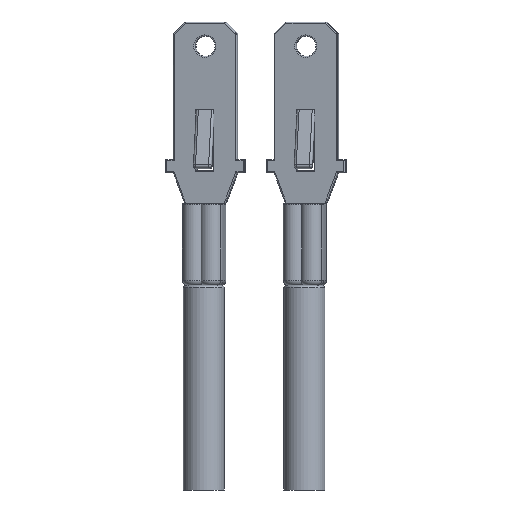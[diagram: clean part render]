
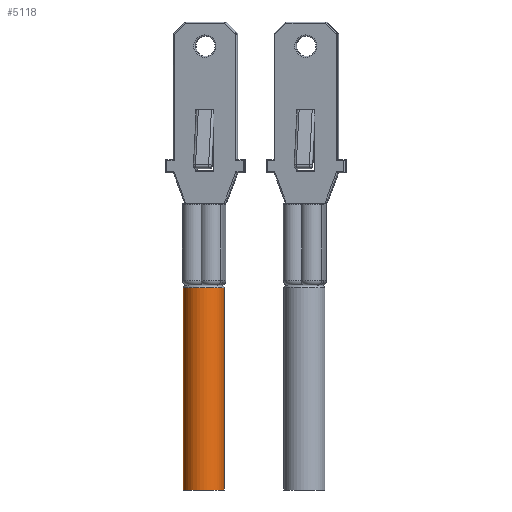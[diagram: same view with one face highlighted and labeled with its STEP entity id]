
A CAD part, front view. The second image highlights one B-rep face of the part: STEP entity #5118.
In plain terms, the highlighted cylindrical face has radius 2 mm (diameter 4 mm), a full revolution.
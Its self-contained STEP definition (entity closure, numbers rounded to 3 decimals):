
#320=FACE_OUTER_BOUND('',#660,.T.);
#660=EDGE_LOOP('',(#3403,#3404,#3405,#3406,#3407));
#1001=LINE('',#8236,#1335);
#1335=VECTOR('',#6221,2.);
#1775=CIRCLE('',#5497,2.);
#1778=CIRCLE('',#5500,2.);
#1779=CIRCLE('',#5502,2.);
#2088=VERTEX_POINT('',#8226);
#2089=VERTEX_POINT('',#8227);
#2091=VERTEX_POINT('',#8234);
#2573=EDGE_CURVE('',#2088,#2089,#1775,.T.);
#2576=EDGE_CURVE('',#2089,#2088,#1778,.T.);
#2577=EDGE_CURVE('',#2091,#2091,#1779,.T.);
#2578=EDGE_CURVE('',#2091,#2088,#1001,.T.);
#3403=ORIENTED_EDGE('',*,*,#2577,.F.);
#3404=ORIENTED_EDGE('',*,*,#2578,.T.);
#3405=ORIENTED_EDGE('',*,*,#2576,.F.);
#3406=ORIENTED_EDGE('',*,*,#2573,.F.);
#3407=ORIENTED_EDGE('',*,*,#2578,.F.);
#4955=CYLINDRICAL_SURFACE('',#5501,2.);
#5118=ADVANCED_FACE('',(#320),#4955,.T.);
#5497=AXIS2_PLACEMENT_3D('',#8228,#6209,#6210);
#5500=AXIS2_PLACEMENT_3D('',#8232,#6215,#6216);
#5501=AXIS2_PLACEMENT_3D('',#8233,#6217,#6218);
#5502=AXIS2_PLACEMENT_3D('',#8235,#6219,#6220);
#6209=DIRECTION('center_axis',(0.,0.,1.));
#6210=DIRECTION('ref_axis',(1.,0.,0.));
#6215=DIRECTION('center_axis',(0.,0.,1.));
#6216=DIRECTION('ref_axis',(1.,0.,0.));
#6217=DIRECTION('center_axis',(0.,0.,-1.));
#6218=DIRECTION('ref_axis',(1.,0.,0.));
#6219=DIRECTION('center_axis',(0.,0.,-1.));
#6220=DIRECTION('ref_axis',(1.,0.,0.));
#6221=DIRECTION('',(0.,0.,1.));
#8226=CARTESIAN_POINT('',(-1.3,0.,-20.));
#8227=CARTESIAN_POINT('',(2.7,0.,-20.));
#8228=CARTESIAN_POINT('Origin',(0.7,0.,
-20.));
#8232=CARTESIAN_POINT('Origin',(0.7,0.,
-20.));
#8233=CARTESIAN_POINT('Origin',(0.7,0.,
-19.75));
#8234=CARTESIAN_POINT('',(-1.3,0.,-39.75));
#8235=CARTESIAN_POINT('Origin',(0.7,0.,
-39.75));
#8236=CARTESIAN_POINT('',(-1.3,0.,-19.75));
